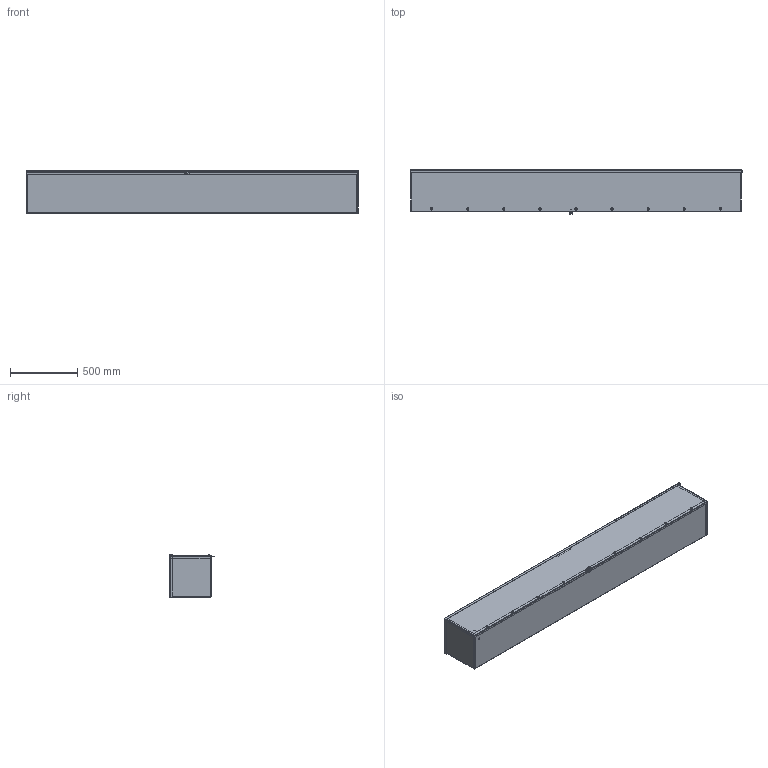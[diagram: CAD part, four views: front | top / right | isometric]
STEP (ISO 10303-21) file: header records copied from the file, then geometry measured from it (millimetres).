
FILE_DESCRIPTION (( 'STEP AP203' ), '1' );
FILE_NAME ('C3RWT1296_Default.step', '2019-11-13T14:02:45', ( '' ), ( '' ), 'SwSTEP 2.0', 'SolidWorks 2019', '' );
FILE_SCHEMA (( 'CONFIG_CONTROL_DESIGN' ));
Length unit declared in the file: inch
Products named in the file (1): C3RWT1296_Default
Bounding box: 2460.62 x 326.92 x 319.89 mm (x, y, z)
Volume: 6226594.5 mm3; surface area: 6859145.9 mm2
Topology: 41 solids, 41 shells, 1569 faces, 3954 edges, 2522 vertices
Faces by surface type: plane 854, cylinder 503, cone 108, bspline 86, torus 18
Entity records: 51817 total; most frequent: CARTESIAN_POINT 13816, DIRECTION 7950, ORIENTED_EDGE 7900, EDGE_CURVE 3950, AXIS2_PLACEMENT_3D 2852, VERTEX_POINT 2522, VECTOR 2246, LINE 2246
